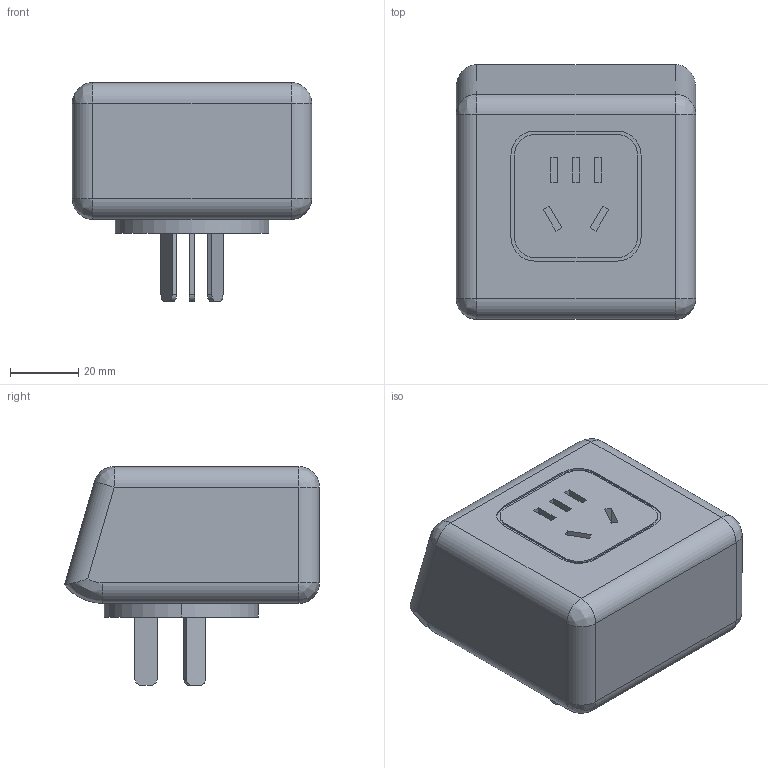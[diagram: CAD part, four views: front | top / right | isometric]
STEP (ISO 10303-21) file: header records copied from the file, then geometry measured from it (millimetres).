
FILE_DESCRIPTION (( 'STEP AP214' ), '1' );
FILE_NAME ('58KG316TP.STEP', '2025-04-08T01:21:43', ( '' ), ( 'Microsoft' ), 'SwSTEP 2.0', 'SolidWorks 2014', '' );
FILE_SCHEMA (( 'AUTOMOTIVE_DESIGN' ));
Length unit declared in the file: millimetre
Products named in the file (1): 58KG316TP
Bounding box: 70 x 74.5 x 64 mm (x, y, z)
Volume: 197057.7 mm3; surface area: 21534.4 mm2
Topology: 1 solids, 1 shells, 93 faces, 224 edges, 138 vertices
Faces by surface type: plane 57, cylinder 28, bspline 8
Entity records: 3807 total; most frequent: CARTESIAN_POINT 612, DIRECTION 440, ORIENTED_EDGE 436, EDGE_CURVE 218, LINE 160, VECTOR 160, AXIS2_PLACEMENT_3D 140, VERTEX_POINT 138
